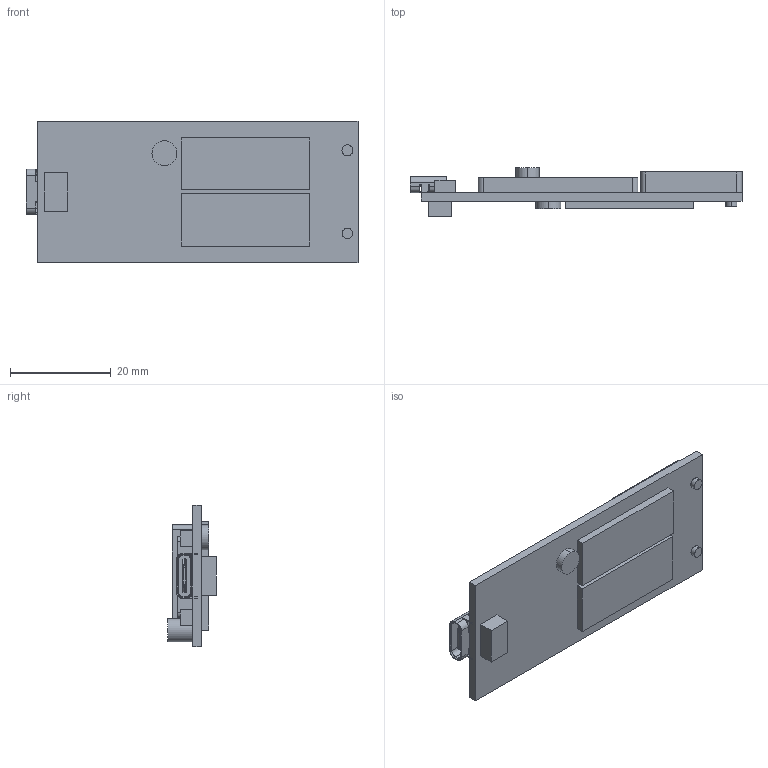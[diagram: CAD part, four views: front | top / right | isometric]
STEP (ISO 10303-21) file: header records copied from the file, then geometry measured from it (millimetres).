
FILE_DESCRIPTION (( 'STEP AP214' ), '1' );
FILE_NAME ('Heltec Wireless Tracker.STEP', '2023-08-13T16:03:27', ( '' ), ( '' ), 'SwSTEP 2.0', 'SolidWorks 2018', '' );
FILE_SCHEMA (( 'AUTOMOTIVE_DESIGN' ));
Length unit declared in the file: millimetre
Products named in the file (1): Heltec Wireless Tracker
Bounding box: 65.84 x 9.7 x 28 mm (x, y, z)
Volume: 7346 mm3; surface area: 8581 mm2
Topology: 36 solids, 36 shells, 477 faces, 1154 edges, 738 vertices
Faces by surface type: plane 333, cylinder 116, bspline 20, cone 8
Entity records: 14805 total; most frequent: CARTESIAN_POINT 2770, ORIENTED_EDGE 2292, DIRECTION 2284, EDGE_CURVE 1146, LINE 888, VECTOR 888, VERTEX_POINT 738, AXIS2_PLACEMENT_3D 698
